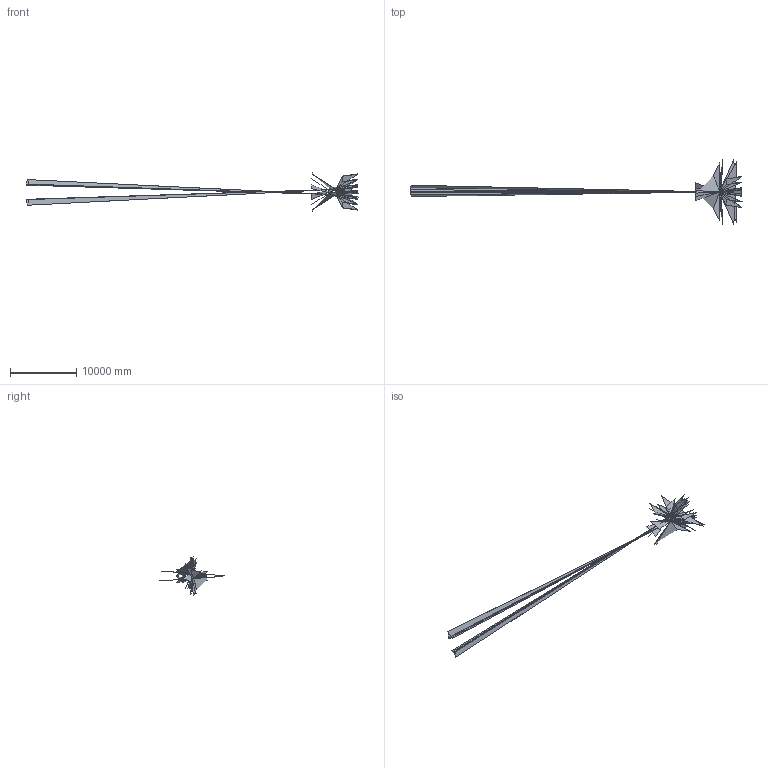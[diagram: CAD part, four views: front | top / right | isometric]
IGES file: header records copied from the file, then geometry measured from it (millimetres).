
Start section: C
Global section: file name: M308-00 r1.igs; native system: By Siemens PLM Incorporated; preprocessor: XPlus GENERIC/IGES 21.0.46; author: Author; organization: Title; date: 20180115.130944; units: millimetre
Bounding box: 50252.98 x 9774.1 x 5786.79 mm (x, y, z)
Volume: 541738.9 mm3; surface area: 308674.6 mm2
Topology: 88 solids, 96 shells, 1337 faces, 2974 edges, 1926 vertices
Faces by surface type: plane 624, cylinder 383, torus 149, cone 137, bspline 24, sphere 18, revolution 2
Full cylindrical faces by diameter (mm): 1.3 x40, 2.5 x1, 2.8 x1, 3.3 x81, 3.7 x4, 4 x5, 4.134 x1, 4.2 x1, 4.562 x2, 4.753 x2, 4.917 x4, 5 x46, 5.5 x1, 6 x2, 6.3 x1, 6.647 x2, 7 x2, 7.4 x1, 7.5 x2, 8 x5, 8.2 x2, 8.3 x1, 8.5 x1, 8.917 x4, 9 x1, 9.1 x1, 9.3 x2, 9.5 x2, 9.8 x2, 10 x7
